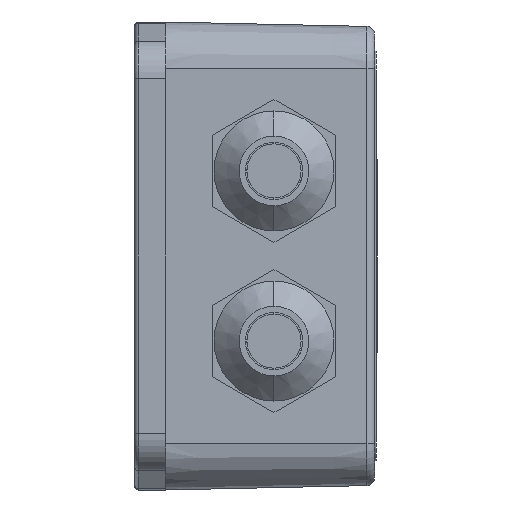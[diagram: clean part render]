
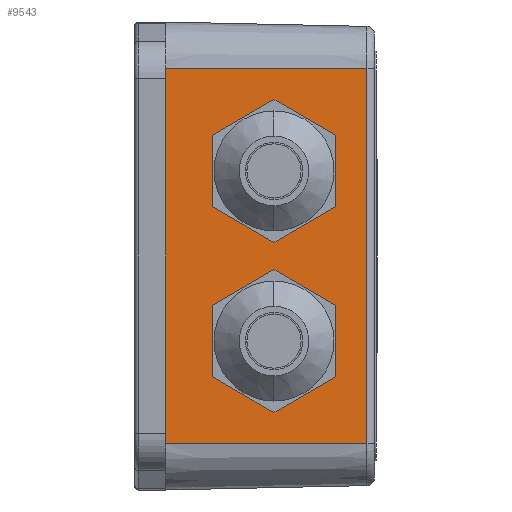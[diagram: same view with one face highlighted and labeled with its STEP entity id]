
A CAD part, left-side view. The second image highlights one B-rep face of the part: STEP entity #9543.
In plain terms, the highlighted face is planar.
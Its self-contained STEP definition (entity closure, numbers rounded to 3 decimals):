
#98 = DIRECTION ( 'NONE',  ( 0.022, -1., 0. ) ) ;
#300 = CARTESIAN_POINT ( 'NONE',  ( 56.2, 0., -24.25 ) ) ;
#382 = FACE_OUTER_BOUND ( 'NONE', #10612, .T. ) ;
#446 = CARTESIAN_POINT ( 'NONE',  ( 56.2, 0., 24.25 ) ) ;
#506 = DIRECTION ( 'NONE',  ( -0.022, 1., 0. ) ) ;
#1756 = VERTEX_POINT ( 'NONE', #22338 ) ;
#2382 = ORIENTED_EDGE ( 'NONE', *, *, #9577, .T. ) ;
#2565 = VECTOR ( 'NONE', #14491, 1000. ) ;
#4532 = VECTOR ( 'NONE', #4674, 1000. ) ;
#4674 = DIRECTION ( 'NONE',  ( 0., 0., 1. ) ) ;
#5679 = DIRECTION ( 'NONE',  ( 0.022, -1., 0. ) ) ;
#7229 = CARTESIAN_POINT ( 'NONE',  ( 55.632, 26.022, -24.25 ) ) ;
#7263 = EDGE_CURVE ( 'NONE', #8357, #17763, #22387, .T. ) ;
#8357 = VERTEX_POINT ( 'NONE', #7229 ) ;
#9424 = AXIS2_PLACEMENT_3D ( 'NONE', #9532, #16850, #506 ) ;
#9532 = CARTESIAN_POINT ( 'NONE',  ( 56.2, 0., 24.25 ) ) ;
#9543 = ADVANCED_FACE ( 'NONE', ( #382 ), #18644, .T. ) ;
#9577 = EDGE_CURVE ( 'NONE', #8357, #13024, #10371, .T. ) ;
#10371 = LINE ( 'NONE', #17795, #4532 ) ;
#10612 = EDGE_LOOP ( 'NONE', ( #23363, #2382, #22471, #18702 ) ) ;
#11479 = VECTOR ( 'NONE', #98, 1000. ) ;
#11928 = CARTESIAN_POINT ( 'NONE',  ( 55.632, 26.022, 24.25 ) ) ;
#12783 = VECTOR ( 'NONE', #5679, 1000. ) ;
#13024 = VERTEX_POINT ( 'NONE', #11928 ) ;
#14389 = LINE ( 'NONE', #446, #12783 ) ;
#14491 = DIRECTION ( 'NONE',  ( 0., 0., -1. ) ) ;
#15815 = EDGE_CURVE ( 'NONE', #13024, #1756, #14389, .T. ) ;
#16850 = DIRECTION ( 'NONE',  ( 1., 0.022, 0. ) ) ;
#17763 = VERTEX_POINT ( 'NONE', #300 ) ;
#17795 = CARTESIAN_POINT ( 'NONE',  ( 55.632, 26.022, 24.25 ) ) ;
#18216 = LINE ( 'NONE', #20112, #2565 ) ;
#18644 = PLANE ( 'NONE',  #9424 ) ;
#18702 = ORIENTED_EDGE ( 'NONE', *, *, #21298, .T. ) ;
#20112 = CARTESIAN_POINT ( 'NONE',  ( 56.2, 0., 24.25 ) ) ;
#20367 = CARTESIAN_POINT ( 'NONE',  ( 56.2, 0., -24.25 ) ) ;
#21298 = EDGE_CURVE ( 'NONE', #1756, #17763, #18216, .T. ) ;
#22338 = CARTESIAN_POINT ( 'NONE',  ( 56.2, 0., 24.25 ) ) ;
#22387 = LINE ( 'NONE', #20367, #11479 ) ;
#22471 = ORIENTED_EDGE ( 'NONE', *, *, #15815, .T. ) ;
#23363 = ORIENTED_EDGE ( 'NONE', *, *, #7263, .F. ) ;
